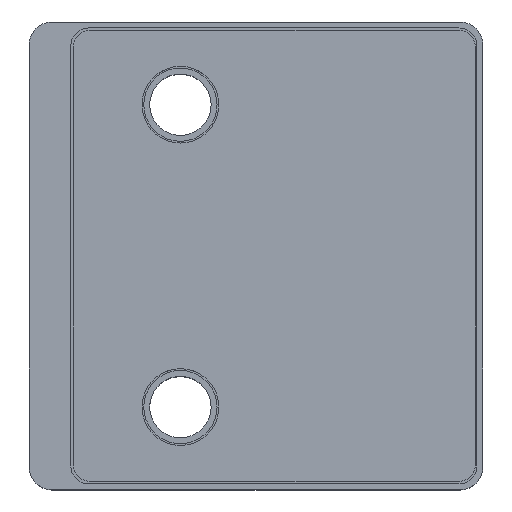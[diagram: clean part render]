
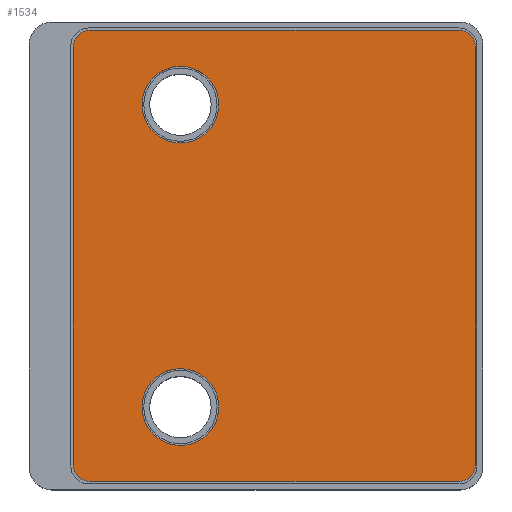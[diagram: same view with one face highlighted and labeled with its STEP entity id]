
A CAD part, top view. The second image highlights one B-rep face of the part: STEP entity #1534.
In plain terms, the highlighted planar face has unit normal (0, 0, 1).
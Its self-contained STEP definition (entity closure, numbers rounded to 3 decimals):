
#1187=DIRECTION('',(1.,0.,0.));
#1188=VECTOR('',#1187,35.);
#1189=CARTESIAN_POINT('',(-17.5,16.95,1.));
#1190=LINE('',#1189,#1188);
#1191=CARTESIAN_POINT('',(17.5,15.5,1.));
#1192=DIRECTION('',(0.,0.,-1.));
#1193=DIRECTION('',(0.,1.,0.));
#1194=AXIS2_PLACEMENT_3D('',#1191,#1192,#1193);
#1196=DIRECTION('',(0.,-1.,0.));
#1197=VECTOR('',#1196,30.9);
#1198=CARTESIAN_POINT('',(18.95,15.5,1.));
#1199=LINE('',#1198,#1197);
#1200=CARTESIAN_POINT('',(17.5,-15.4,1.));
#1201=DIRECTION('',(0.,0.,-1.));
#1202=DIRECTION('',(1.,0.,0.));
#1203=AXIS2_PLACEMENT_3D('',#1200,#1201,#1202);
#1205=DIRECTION('',(-1.,0.,0.));
#1206=VECTOR('',#1205,35.);
#1207=CARTESIAN_POINT('',(17.5,-16.85,1.));
#1208=LINE('',#1207,#1206);
#1209=CARTESIAN_POINT('',(-17.5,-15.4,1.));
#1210=DIRECTION('',(0.,0.,-1.));
#1211=DIRECTION('',(0.,-1.,0.));
#1212=AXIS2_PLACEMENT_3D('',#1209,#1210,#1211);
#1214=DIRECTION('',(0.,1.,0.));
#1215=VECTOR('',#1214,30.9);
#1216=CARTESIAN_POINT('',(-18.95,-15.4,1.));
#1217=LINE('',#1216,#1215);
#1218=CARTESIAN_POINT('',(-17.5,15.5,1.));
#1219=DIRECTION('',(0.,0.,-1.));
#1220=DIRECTION('',(-1.,0.,0.));
#1221=AXIS2_PLACEMENT_3D('',#1218,#1219,#1220);
#1223=CARTESIAN_POINT('',(-12.7,-7.85,1.));
#1224=DIRECTION('',(0.,0.,1.));
#1225=DIRECTION('',(0.,1.,0.));
#1226=AXIS2_PLACEMENT_3D('',#1223,#1224,#1225);
#1228=CARTESIAN_POINT('',(-12.7,-7.85,1.));
#1229=DIRECTION('',(0.,0.,1.));
#1230=DIRECTION('',(-1.,0.,0.));
#1231=AXIS2_PLACEMENT_3D('',#1228,#1229,#1230);
#1233=CARTESIAN_POINT('',(-12.7,-7.85,1.));
#1234=DIRECTION('',(0.,0.,1.));
#1235=DIRECTION('',(0.,-1.,0.));
#1236=AXIS2_PLACEMENT_3D('',#1233,#1234,#1235);
#1238=CARTESIAN_POINT('',(-12.7,-7.85,1.));
#1239=DIRECTION('',(0.,0.,1.));
#1240=DIRECTION('',(1.,0.,0.));
#1241=AXIS2_PLACEMENT_3D('',#1238,#1239,#1240);
#1243=CARTESIAN_POINT('',(12.7,-7.85,1.));
#1244=DIRECTION('',(0.,0.,1.));
#1245=DIRECTION('',(0.,-1.,0.));
#1246=AXIS2_PLACEMENT_3D('',#1243,#1244,#1245);
#1248=CARTESIAN_POINT('',(12.7,-7.85,1.));
#1249=DIRECTION('',(0.,0.,1.));
#1250=DIRECTION('',(1.,0.,0.));
#1251=AXIS2_PLACEMENT_3D('',#1248,#1249,#1250);
#1253=CARTESIAN_POINT('',(12.7,-7.85,1.));
#1254=DIRECTION('',(0.,0.,1.));
#1255=DIRECTION('',(0.,1.,0.));
#1256=AXIS2_PLACEMENT_3D('',#1253,#1254,#1255);
#1258=CARTESIAN_POINT('',(12.7,-7.85,1.));
#1259=DIRECTION('',(0.,0.,1.));
#1260=DIRECTION('',(-1.,0.,0.));
#1261=AXIS2_PLACEMENT_3D('',#1258,#1259,#1260);
#1311=CARTESIAN_POINT('',(17.5,16.95,1.));
#1312=VERTEX_POINT('',#1311);
#1313=CARTESIAN_POINT('',(-17.5,16.95,1.));
#1314=VERTEX_POINT('',#1313);
#1315=CARTESIAN_POINT('',(18.95,15.5,1.));
#1316=VERTEX_POINT('',#1315);
#1317=CARTESIAN_POINT('',(18.95,-15.4,1.));
#1318=VERTEX_POINT('',#1317);
#1319=CARTESIAN_POINT('',(17.5,-16.85,1.));
#1320=VERTEX_POINT('',#1319);
#1321=CARTESIAN_POINT('',(-17.5,-16.85,1.));
#1322=VERTEX_POINT('',#1321);
#1323=CARTESIAN_POINT('',(-18.95,-15.4,1.));
#1324=VERTEX_POINT('',#1323);
#1325=CARTESIAN_POINT('',(-18.95,15.5,1.));
#1326=VERTEX_POINT('',#1325);
#1327=CARTESIAN_POINT('',(-15.925,-7.85,1.));
#1328=CARTESIAN_POINT('',(-12.7,-11.075,1.));
#1329=VERTEX_POINT('',#1327);
#1330=VERTEX_POINT('',#1328);
#1331=CARTESIAN_POINT('',(-12.7,-4.625,1.));
#1332=VERTEX_POINT('',#1331);
#1333=CARTESIAN_POINT('',(-9.475,-7.85,1.));
#1334=VERTEX_POINT('',#1333);
#1335=CARTESIAN_POINT('',(15.925,-7.85,1.));
#1336=CARTESIAN_POINT('',(12.7,-4.625,1.));
#1337=VERTEX_POINT('',#1335);
#1338=VERTEX_POINT('',#1336);
#1339=CARTESIAN_POINT('',(12.7,-11.075,1.));
#1340=VERTEX_POINT('',#1339);
#1341=CARTESIAN_POINT('',(9.475,-7.85,1.));
#1342=VERTEX_POINT('',#1341);
#1499=CARTESIAN_POINT('',(0.,0.,1.));
#1500=DIRECTION('',(0.,0.,1.));
#1501=DIRECTION('',(1.,0.,0.));
#1502=AXIS2_PLACEMENT_3D('',#1499,#1500,#1501);
#1503=PLANE('',#1502);
#1504=ORIENTED_EDGE('',*,*,#1395,.T.);
#1505=ORIENTED_EDGE('',*,*,#1410,.T.);
#1506=ORIENTED_EDGE('',*,*,#1424,.T.);
#1507=ORIENTED_EDGE('',*,*,#1438,.T.);
#1508=ORIENTED_EDGE('',*,*,#1452,.T.);
#1509=ORIENTED_EDGE('',*,*,#1466,.T.);
#1510=ORIENTED_EDGE('',*,*,#1480,.T.);
#1511=ORIENTED_EDGE('',*,*,#1493,.T.);
#1512=EDGE_LOOP('',(#1504,#1505,#1506,#1507,#1508,#1509,#1510,#1511));
#1513=FACE_OUTER_BOUND('',#1512,.F.);
#1515=ORIENTED_EDGE('',*,*,#1514,.T.);
#1517=ORIENTED_EDGE('',*,*,#1516,.T.);
#1519=ORIENTED_EDGE('',*,*,#1518,.T.);
#1521=ORIENTED_EDGE('',*,*,#1520,.T.);
#1522=EDGE_LOOP('',(#1515,#1517,#1519,#1521));
#1523=FACE_BOUND('',#1522,.F.);
#1525=ORIENTED_EDGE('',*,*,#1524,.T.);
#1527=ORIENTED_EDGE('',*,*,#1526,.T.);
#1529=ORIENTED_EDGE('',*,*,#1528,.T.);
#1531=ORIENTED_EDGE('',*,*,#1530,.T.);
#1532=EDGE_LOOP('',(#1525,#1527,#1529,#1531));
#1533=FACE_BOUND('',#1532,.F.);
#1534=ADVANCED_FACE('',(#1513,#1523,#1533),#1503,.T.);
#1195=CIRCLE('',#1194,1.45);
#1204=CIRCLE('',#1203,1.45);
#1213=CIRCLE('',#1212,1.45);
#1222=CIRCLE('',#1221,1.45);
#1227=CIRCLE('',#1226,3.225);
#1232=CIRCLE('',#1231,3.225);
#1237=CIRCLE('',#1236,3.225);
#1242=CIRCLE('',#1241,3.225);
#1247=CIRCLE('',#1246,3.225);
#1252=CIRCLE('',#1251,3.225);
#1257=CIRCLE('',#1256,3.225);
#1262=CIRCLE('',#1261,3.225);
#1395=EDGE_CURVE('',#1314,#1312,#1190,.T.);
#1410=EDGE_CURVE('',#1312,#1316,#1195,.T.);
#1424=EDGE_CURVE('',#1316,#1318,#1199,.T.);
#1438=EDGE_CURVE('',#1318,#1320,#1204,.T.);
#1452=EDGE_CURVE('',#1320,#1322,#1208,.T.);
#1466=EDGE_CURVE('',#1322,#1324,#1213,.T.);
#1480=EDGE_CURVE('',#1324,#1326,#1217,.T.);
#1493=EDGE_CURVE('',#1326,#1314,#1222,.T.);
#1514=EDGE_CURVE('',#1332,#1329,#1227,.T.);
#1516=EDGE_CURVE('',#1329,#1330,#1232,.T.);
#1518=EDGE_CURVE('',#1330,#1334,#1237,.T.);
#1520=EDGE_CURVE('',#1334,#1332,#1242,.T.);
#1524=EDGE_CURVE('',#1340,#1337,#1247,.T.);
#1526=EDGE_CURVE('',#1337,#1338,#1252,.T.);
#1528=EDGE_CURVE('',#1338,#1342,#1257,.T.);
#1530=EDGE_CURVE('',#1342,#1340,#1262,.T.);
